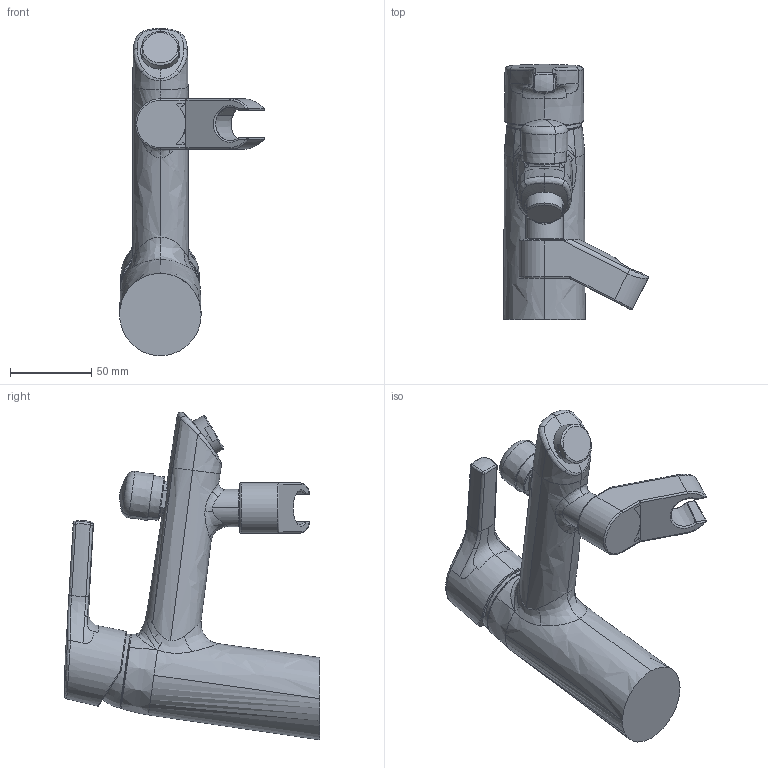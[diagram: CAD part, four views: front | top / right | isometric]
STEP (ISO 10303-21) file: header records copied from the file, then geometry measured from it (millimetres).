
FILE_DESCRIPTION (( 'STEP AP203' ), '1' );
FILE_NAME ('3946FH(2018)+56462203.STEP', '2018-04-28T09:05:15', ( '' ), ( '' ), 'SwSTEP 2.0', 'SolidWorks 2016', '' );
FILE_SCHEMA (( 'CONFIG_CONTROL_DESIGN' ));
Length unit declared in the file: millimetre
Products named in the file (1): 3946FH(2018)+56462203
Bounding box: 88.92 x 156.59 x 201.12 mm (x, y, z)
Volume: 495050.4 mm3; surface area: 57737.5 mm2
Topology: 1 solids, 1 shells, 209 faces, 521 edges, 315 vertices
Faces by surface type: bspline 112, cylinder 35, plane 24, torus 17, cone 15, sphere 6
Entity records: 20418 total; most frequent: CARTESIAN_POINT 16342, ORIENTED_EDGE 1034, EDGE_CURVE 517, DIRECTION 510, VERTEX_POINT 315, B_SPLINE_CURVE_WITH_KNOTS 298, EDGE_LOOP 214, AXIS2_PLACEMENT_3D 209
